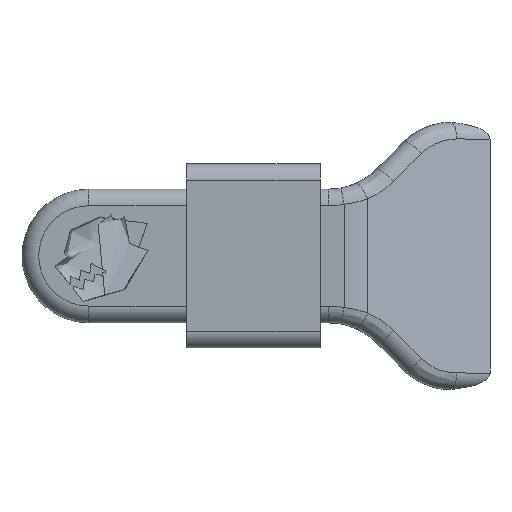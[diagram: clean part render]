
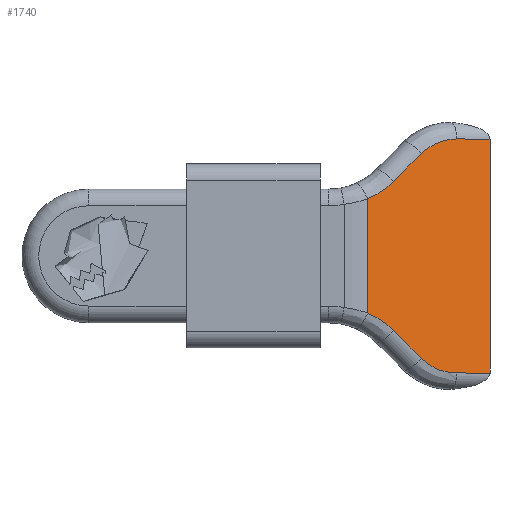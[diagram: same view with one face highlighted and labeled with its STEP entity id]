
A CAD part, top view. The second image highlights one B-rep face of the part: STEP entity #1740.
In plain terms, the highlighted planar face has unit normal (0.351, 0, 0.936).
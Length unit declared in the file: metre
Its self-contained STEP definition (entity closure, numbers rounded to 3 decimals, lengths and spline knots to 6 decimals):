
#21=ELLIPSE('',#1893,0.010173,0.009525);
#24=ELLIPSE('',#1900,0.016955,0.015875);
#26=ELLIPSE('',#1921,0.016955,0.015875);
#28=ELLIPSE('',#1925,0.010173,0.009525);
#621=ORIENTED_EDGE('',*,*,#890,.T.);
#622=ORIENTED_EDGE('',*,*,#887,.T.);
#623=ORIENTED_EDGE('',*,*,#945,.T.);
#624=ORIENTED_EDGE('',*,*,#931,.T.);
#625=ORIENTED_EDGE('',*,*,#929,.T.);
#626=ORIENTED_EDGE('',*,*,#926,.T.);
#627=ORIENTED_EDGE('',*,*,#923,.T.);
#628=ORIENTED_EDGE('',*,*,#938,.T.);
#629=ORIENTED_EDGE('',*,*,#899,.T.);
#630=ORIENTED_EDGE('',*,*,#896,.T.);
#887=EDGE_CURVE('',#1099,#1100,#1264,.T.);
#890=EDGE_CURVE('',#1102,#1099,#21,.F.);
#896=EDGE_CURVE('',#1105,#1102,#1266,.T.);
#899=EDGE_CURVE('',#1107,#1105,#24,.T.);
#923=EDGE_CURVE('',#1123,#1121,#26,.T.);
#926=EDGE_CURVE('',#1125,#1123,#1272,.F.);
#929=EDGE_CURVE('',#1129,#1125,#28,.F.);
#931=EDGE_CURVE('',#1130,#1129,#1273,.F.);
#938=EDGE_CURVE('',#1121,#1107,#1277,.T.);
#945=EDGE_CURVE('',#1100,#1130,#1282,.T.);
#1099=VERTEX_POINT('',#2883);
#1100=VERTEX_POINT('',#2884);
#1102=VERTEX_POINT('',#2904);
#1105=VERTEX_POINT('',#2915);
#1107=VERTEX_POINT('',#2932);
#1121=VERTEX_POINT('',#3002);
#1123=VERTEX_POINT('',#3025);
#1125=VERTEX_POINT('',#3031);
#1129=VERTEX_POINT('',#3058);
#1130=VERTEX_POINT('',#3062);
#1264=LINE('',#2882,#1395);
#1266=LINE('',#2918,#1397);
#1272=LINE('',#3034,#1403);
#1273=LINE('',#3061,#1404);
#1277=LINE('',#3074,#1408);
#1282=LINE('',#3088,#1413);
#1395=VECTOR('',#2193,1.);
#1397=VECTOR('',#2209,1.);
#1403=VECTOR('',#2267,1.);
#1404=VECTOR('',#2276,1.);
#1408=VECTOR('',#2292,1.);
#1413=VECTOR('',#2307,1.);
#1501=EDGE_LOOP('',(#621,#622,#623,#624,#625,#626,#627,#628,#629,#630));
#1591=FACE_BOUND('',#1501,.T.);
#1654=PLANE('',#1938);
#1740=ADVANCED_FACE('',(#1591),#1654,.F.);
#1893=AXIS2_PLACEMENT_3D('',#2903,#2198,#2199);
#1900=AXIS2_PLACEMENT_3D('',#2935,#2214,#2215);
#1921=AXIS2_PLACEMENT_3D('',#3028,#2260,#2261);
#1925=AXIS2_PLACEMENT_3D('',#3057,#2270,#2271);
#1938=AXIS2_PLACEMENT_3D('',#3087,#2305,#2306);
#2193=DIRECTION('',(0.936,0.,-0.351));
#2198=DIRECTION('',(-0.351,0.,-0.936));
#2199=DIRECTION('',(0.936,0.,-0.351));
#2209=DIRECTION('',(0.683,-0.683,-0.256));
#2214=DIRECTION('',(-0.351,0.,-0.936));
#2215=DIRECTION('',(-0.936,0.,0.351));
#2260=DIRECTION('',(-0.351,0.,-0.936));
#2261=DIRECTION('',(-0.936,0.,0.351));
#2267=DIRECTION('',(0.683,0.683,-0.256));
#2270=DIRECTION('',(-0.351,0.,-0.936));
#2271=DIRECTION('',(0.936,0.,-0.351));
#2276=DIRECTION('',(0.936,0.,-0.351));
#2292=DIRECTION('',(0.,-1.,0.));
#2305=DIRECTION('',(-0.351,0.,-0.936));
#2306=DIRECTION('',(-0.936,0.,0.351));
#2307=DIRECTION('',(0.,1.,0.));
#2882=CARTESIAN_POINT('',(0.,0.003175,0.));
#2883=CARTESIAN_POINT('',(-0.006325,0.003175,0.002372));
#2884=CARTESIAN_POINT('',(0.,0.003175,0.));
#2903=CARTESIAN_POINT('',(-0.006325,0.0127,0.002372));
#2904=CARTESIAN_POINT('',(-0.01306,0.005965,0.004897));
#2915=CARTESIAN_POINT('',(-0.01832,0.011225,0.00687));
#2918=CARTESIAN_POINT('',(-0.013801,0.006706,0.005176));
#2932=CARTESIAN_POINT('',(-0.023244,0.014571,0.008716));
#2935=CARTESIAN_POINT('',(-0.029546,0.,0.01108));
#3002=CARTESIAN_POINT('',(-0.023244,0.036229,0.008716));
#3025=CARTESIAN_POINT('',(-0.01832,0.039575,0.00687));
#3028=CARTESIAN_POINT('',(-0.029546,0.0508,0.01108));
#3031=CARTESIAN_POINT('',(-0.01306,0.044835,0.004897));
#3034=CARTESIAN_POINT('',(0.01423,0.072125,-0.005336));
#3057=CARTESIAN_POINT('',(-0.006325,0.0381,0.002372));
#3058=CARTESIAN_POINT('',(-0.006325,0.047625,0.002372));
#3061=CARTESIAN_POINT('',(-0.0127,0.047625,0.004763));
#3062=CARTESIAN_POINT('',(0.,0.047625,0.));
#3074=CARTESIAN_POINT('',(-0.023244,0.0127,0.008716));
#3087=CARTESIAN_POINT('',(-0.0127,0.102843,0.004763));
#3088=CARTESIAN_POINT('',(0.,0.0254,0.));
